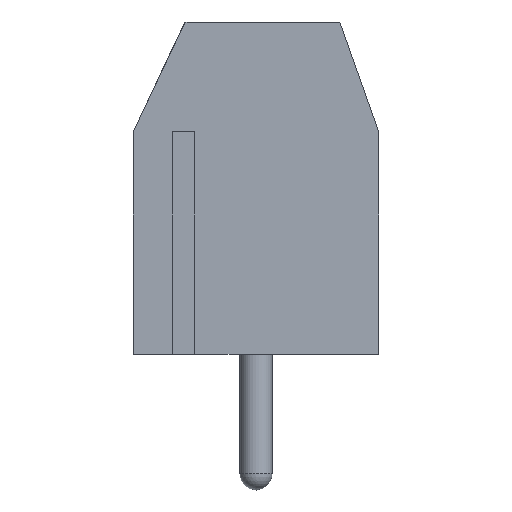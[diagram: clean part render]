
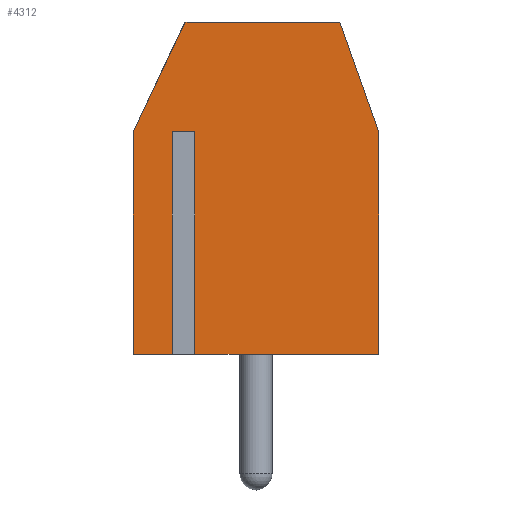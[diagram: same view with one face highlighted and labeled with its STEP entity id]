
A CAD part, left-side view. The second image highlights one B-rep face of the part: STEP entity #4312.
In plain terms, the highlighted planar face has unit normal (-1, 0, 0).
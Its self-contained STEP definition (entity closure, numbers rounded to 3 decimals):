
#252=FACE_OUTER_BOUND('',#497,.T.);
#497=EDGE_LOOP('',(#2893,#2894,#2895,#2896,#2897,#2898,#2899,#2900,#2901,
#2902));
#753=LINE('',#6199,#1261);
#759=LINE('',#6214,#1267);
#769=LINE('',#6237,#1277);
#770=LINE('',#6243,#1278);
#771=LINE('',#6245,#1279);
#772=LINE('',#6247,#1280);
#773=LINE('',#6249,#1281);
#774=LINE('',#6251,#1282);
#775=LINE('',#6253,#1283);
#776=LINE('',#6254,#1284);
#1261=VECTOR('',#4976,10.);
#1267=VECTOR('',#4988,10.);
#1277=VECTOR('',#5006,10.);
#1278=VECTOR('',#5013,10.);
#1279=VECTOR('',#5014,10.);
#1280=VECTOR('',#5015,10.);
#1281=VECTOR('',#5016,10.);
#1282=VECTOR('',#5017,10.);
#1283=VECTOR('',#5018,10.);
#1284=VECTOR('',#5019,10.);
#1771=VERTEX_POINT('',#6196);
#1772=VERTEX_POINT('',#6198);
#1778=VERTEX_POINT('',#6212);
#1787=VERTEX_POINT('',#6235);
#1789=VERTEX_POINT('',#6242);
#1790=VERTEX_POINT('',#6244);
#1791=VERTEX_POINT('',#6246);
#1792=VERTEX_POINT('',#6248);
#1793=VERTEX_POINT('',#6250);
#1794=VERTEX_POINT('',#6252);
#2205=EDGE_CURVE('',#1771,#1772,#753,.T.);
#2213=EDGE_CURVE('',#1778,#1771,#759,.T.);
#2225=EDGE_CURVE('',#1787,#1778,#769,.T.);
#2228=EDGE_CURVE('',#1789,#1787,#770,.T.);
#2229=EDGE_CURVE('',#1790,#1789,#771,.T.);
#2230=EDGE_CURVE('',#1790,#1791,#772,.T.);
#2231=EDGE_CURVE('',#1792,#1791,#773,.T.);
#2232=EDGE_CURVE('',#1793,#1792,#774,.T.);
#2233=EDGE_CURVE('',#1794,#1793,#775,.T.);
#2234=EDGE_CURVE('',#1794,#1772,#776,.T.);
#2893=ORIENTED_EDGE('',*,*,#2205,.F.);
#2894=ORIENTED_EDGE('',*,*,#2213,.F.);
#2895=ORIENTED_EDGE('',*,*,#2225,.F.);
#2896=ORIENTED_EDGE('',*,*,#2228,.F.);
#2897=ORIENTED_EDGE('',*,*,#2229,.F.);
#2898=ORIENTED_EDGE('',*,*,#2230,.T.);
#2899=ORIENTED_EDGE('',*,*,#2231,.F.);
#2900=ORIENTED_EDGE('',*,*,#2232,.F.);
#2901=ORIENTED_EDGE('',*,*,#2233,.F.);
#2902=ORIENTED_EDGE('',*,*,#2234,.T.);
#4114=PLANE('',#4595);
#4312=ADVANCED_FACE('',(#252),#4114,.T.);
#4595=AXIS2_PLACEMENT_3D('',#6241,#5011,#5012);
#4976=DIRECTION('',(0.,-0.333,-0.943));
#4988=DIRECTION('',(0.,-1.,0.));
#5006=DIRECTION('',(0.,-0.426,0.905));
#5011=DIRECTION('center_axis',(-1.,0.,0.));
#5012=DIRECTION('ref_axis',(0.,-1.,0.));
#5013=DIRECTION('',(0.,0.,1.));
#5014=DIRECTION('',(0.,1.,0.));
#5015=DIRECTION('',(0.,0.,1.));
#5016=DIRECTION('',(0.,1.,0.));
#5017=DIRECTION('',(0.,0.,1.));
#5018=DIRECTION('',(0.,1.,0.));
#5019=DIRECTION('',(0.,0.,1.));
#6196=CARTESIAN_POINT('',(0.,-6.4,10.3));
#6198=CARTESIAN_POINT('',(0.,-7.6,6.9));
#6199=CARTESIAN_POINT('',(0.,-7.962,5.875));
#6212=CARTESIAN_POINT('',(0.,-1.6,10.3));
#6214=CARTESIAN_POINT('',(0.,-7.6,10.3));
#6235=CARTESIAN_POINT('',(0.,0.,6.9));
#6237=CARTESIAN_POINT('',(0.,0.929,4.925));
#6241=CARTESIAN_POINT('Origin',(0.,0.,0.));
#6242=CARTESIAN_POINT('',(0.,0.,0.));
#6243=CARTESIAN_POINT('',(0.,0.,0.));
#6244=CARTESIAN_POINT('',(0.,-1.35,0.));
#6245=CARTESIAN_POINT('',(0.,-7.6,0.));
#6246=CARTESIAN_POINT('',(0.,-1.35,6.9));
#6247=CARTESIAN_POINT('',(0.,-1.35,0.));
#6248=CARTESIAN_POINT('',(0.,-1.75,6.9));
#6249=CARTESIAN_POINT('',(0.,-1.9,6.9));
#6250=CARTESIAN_POINT('',(0.,-1.75,0.));
#6251=CARTESIAN_POINT('',(0.,-1.75,0.));
#6252=CARTESIAN_POINT('',(0.,-7.6,0.));
#6253=CARTESIAN_POINT('',(0.,-7.6,0.));
#6254=CARTESIAN_POINT('',(0.,-7.6,0.));
